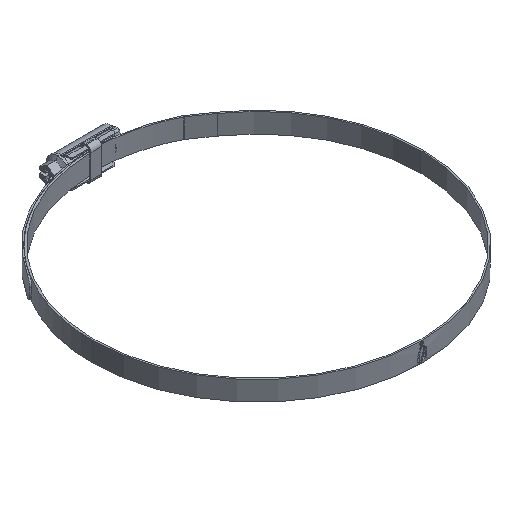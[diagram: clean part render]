
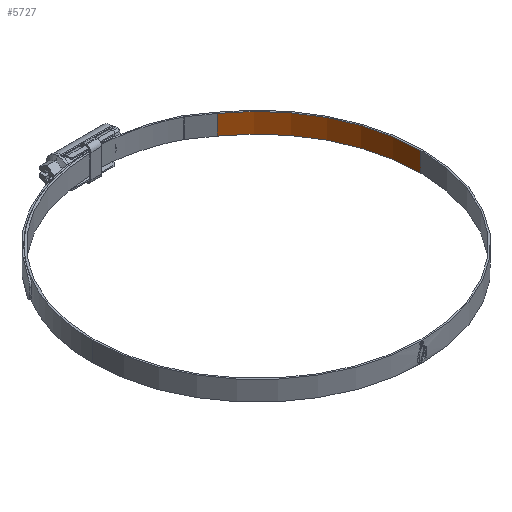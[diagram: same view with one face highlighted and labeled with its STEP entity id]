
A CAD part, isometric view. The second image highlights one B-rep face of the part: STEP entity #5727.
In plain terms, the highlighted cylindrical face has radius 75 mm (diameter 150 mm), a partial arc.
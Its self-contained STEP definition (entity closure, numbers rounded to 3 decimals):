
#70 = EDGE_CURVE ( 'NONE', #4473, #6150, #5094, .T. ) ;
#219 = VECTOR ( 'NONE', #3265, 1000. ) ;
#289 = ORIENTED_EDGE ( 'NONE', *, *, #7715, .F. ) ;
#450 = ORIENTED_EDGE ( 'NONE', *, *, #1305, .F. ) ;
#568 = VERTEX_POINT ( 'NONE', #5944 ) ;
#1069 = ORIENTED_EDGE ( 'NONE', *, *, #70, .T. ) ;
#1205 = AXIS2_PLACEMENT_3D ( 'NONE', #2745, #5637, #8501 ) ;
#1305 = EDGE_CURVE ( 'NONE', #4473, #8569, #7635, .T. ) ;
#1466 = EDGE_CURVE ( 'NONE', #6150, #568, #2203, .T. ) ;
#1642 = AXIS2_PLACEMENT_3D ( 'NONE', #3866, #4665, #5298 ) ;
#2188 = VECTOR ( 'NONE', #2973, 1000. ) ;
#2200 = ORIENTED_EDGE ( 'NONE', *, *, #1466, .T. ) ;
#2203 = LINE ( 'NONE', #8829, #2188 ) ;
#2392 = CYLINDRICAL_SURFACE ( 'NONE', #1642, 75. ) ;
#2549 = CARTESIAN_POINT ( 'NONE',  ( 75., 0., 4.5 ) ) ;
#2745 = CARTESIAN_POINT ( 'NONE',  ( 0., 0., -4.5 ) ) ;
#2973 = DIRECTION ( 'NONE',  ( 0., 0., -1. ) ) ;
#3014 = CARTESIAN_POINT ( 'NONE',  ( 0., 0., 4.5 ) ) ;
#3265 = DIRECTION ( 'NONE',  ( 0., 0., -1. ) ) ;
#3864 = DIRECTION ( 'NONE',  ( 1., 0., 0. ) ) ;
#3866 = CARTESIAN_POINT ( 'NONE',  ( 0., 0., 4.5 ) ) ;
#3976 = CARTESIAN_POINT ( 'NONE',  ( 75., 0., 4.5 ) ) ;
#4318 = AXIS2_PLACEMENT_3D ( 'NONE', #3014, #7438, #3864 ) ;
#4473 = VERTEX_POINT ( 'NONE', #2549 ) ;
#4536 = CIRCLE ( 'NONE', #1205, 75. ) ;
#4665 = DIRECTION ( 'NONE',  ( 0., 0., -1. ) ) ;
#4748 = CARTESIAN_POINT ( 'NONE',  ( 75., 0., -4.5 ) ) ;
#5094 = CIRCLE ( 'NONE', #4318, 75. ) ;
#5298 = DIRECTION ( 'NONE',  ( -1., 0., 0. ) ) ;
#5637 = DIRECTION ( 'NONE',  ( 0., 0., 1. ) ) ;
#5727 = ADVANCED_FACE ( 'NONE', ( #8872 ), #2392, .F. ) ;
#5944 = CARTESIAN_POINT ( 'NONE',  ( 43.018, 61.436, -4.5 ) ) ;
#6150 = VERTEX_POINT ( 'NONE', #6811 ) ;
#6811 = CARTESIAN_POINT ( 'NONE',  ( 43.018, 61.436, 4.5 ) ) ;
#7438 = DIRECTION ( 'NONE',  ( 0., 0., 1. ) ) ;
#7635 = LINE ( 'NONE', #3976, #219 ) ;
#7715 = EDGE_CURVE ( 'NONE', #8569, #568, #4536, .T. ) ;
#8501 = DIRECTION ( 'NONE',  ( 1., 0., 0. ) ) ;
#8569 = VERTEX_POINT ( 'NONE', #4748 ) ;
#8783 = EDGE_LOOP ( 'NONE', ( #450, #1069, #2200, #289 ) ) ;
#8829 = CARTESIAN_POINT ( 'NONE',  ( 43.018, 61.436, 4.5 ) ) ;
#8872 = FACE_OUTER_BOUND ( 'NONE', #8783, .T. ) ;
